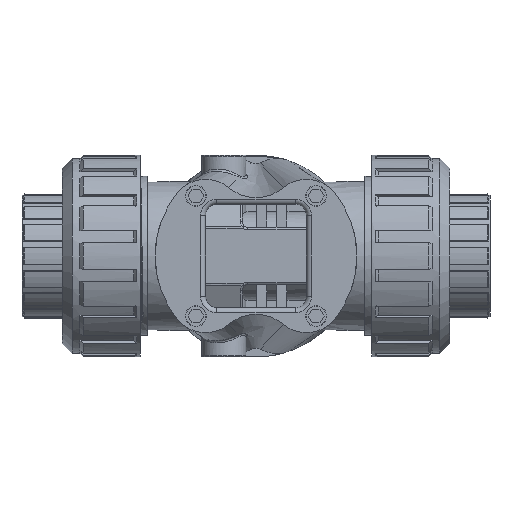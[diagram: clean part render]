
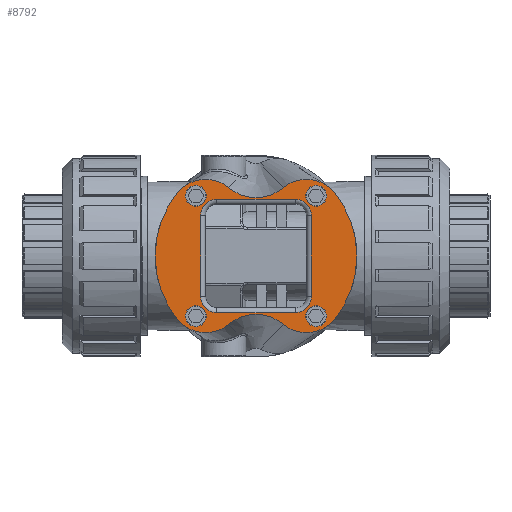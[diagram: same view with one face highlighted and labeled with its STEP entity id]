
A CAD part, front view. The second image highlights one B-rep face of the part: STEP entity #8792.
In plain terms, the highlighted planar face has unit normal (0, -1, 0).
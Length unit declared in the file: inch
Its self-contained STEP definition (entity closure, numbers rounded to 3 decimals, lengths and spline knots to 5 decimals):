
#7470=CARTESIAN_POINT('',(2.0,0.0,0.0));
#7471=VERTEX_POINT('',#7470);
#7774=CARTESIAN_POINT('',(1.55871,0.0,1.25316));
#7775=VERTEX_POINT('',#7774);
#7782=CARTESIAN_POINT('',(0.0,0.0,0.0));
#7783=DIRECTION('',(0.0,1.0,0.0));
#7784=DIRECTION('',(0.779,0.0,0.627));
#7785=AXIS2_PLACEMENT_3D('',#7782,#7783,#7784);
#7786=CIRCLE('',#7785,2.);
#7787=EDGE_CURVE('',#7775,#7471,#7786,.T.);
#7838=CARTESIAN_POINT('',(1.55871,0.0,-1.25316));
#7839=VERTEX_POINT('',#7838);
#7840=CARTESIAN_POINT('',(0.0,0.0,0.0));
#7841=DIRECTION('',(0.0,1.0,0.0));
#7842=DIRECTION('',(0.779,0.0,0.627));
#7843=AXIS2_PLACEMENT_3D('',#7840,#7841,#7842);
#7844=CIRCLE('',#7843,2.);
#7845=EDGE_CURVE('',#7471,#7839,#7844,.T.);
#7872=CARTESIAN_POINT('',(-2.,0.0,0.));
#7873=VERTEX_POINT('',#7872);
#8239=CARTESIAN_POINT('',(1.1,0.0,0.8));
#8240=VERTEX_POINT('',#8239);
#8249=CARTESIAN_POINT('',(1.1,0.0,-0.8));
#8250=VERTEX_POINT('',#8249);
#8258=CARTESIAN_POINT('',(1.1,0.0,-0.8));
#8259=DIRECTION('',(0.0,0.0,1.0));
#8260=VECTOR('',#8259,1.6);
#8261=LINE('',#8258,#8260);
#8262=EDGE_CURVE('',#8250,#8240,#8261,.T.);
#8272=CARTESIAN_POINT('',(0.775,0.0,1.125));
#8273=VERTEX_POINT('',#8272);
#8283=CARTESIAN_POINT('',(0.775,0.0,0.8));
#8284=DIRECTION('',(0.0,-1.0,0.0));
#8285=DIRECTION('',(0.707,0.0,0.707));
#8286=AXIS2_PLACEMENT_3D('',#8283,#8284,#8285);
#8287=CIRCLE('',#8286,0.325);
#8288=EDGE_CURVE('',#8240,#8273,#8287,.T.);
#8300=CARTESIAN_POINT('',(0.775,0.0,-1.125));
#8301=VERTEX_POINT('',#8300);
#8309=CARTESIAN_POINT('',(0.775,0.0,-0.8));
#8310=DIRECTION('',(0.0,-1.,0.0));
#8311=DIRECTION('',(0.707,0.0,-0.707));
#8312=AXIS2_PLACEMENT_3D('',#8309,#8310,#8311);
#8313=CIRCLE('',#8312,0.325);
#8314=EDGE_CURVE('',#8301,#8250,#8313,.T.);
#8332=CARTESIAN_POINT('',(-0.775,0.0,1.125));
#8333=VERTEX_POINT('',#8332);
#8350=CARTESIAN_POINT('',(0.775,0.0,1.125));
#8351=DIRECTION('',(-1.0,0.0,0.0));
#8352=VECTOR('',#8351,1.55);
#8353=LINE('',#8350,#8352);
#8354=EDGE_CURVE('',#8273,#8333,#8353,.T.);
#8366=CARTESIAN_POINT('',(-0.775,0.0,-1.125));
#8367=VERTEX_POINT('',#8366);
#8375=CARTESIAN_POINT('',(-0.775,0.0,-1.125));
#8376=DIRECTION('',(1.0,0.0,0.0));
#8377=VECTOR('',#8376,1.55);
#8378=LINE('',#8375,#8377);
#8379=EDGE_CURVE('',#8367,#8301,#8378,.T.);
#8396=CARTESIAN_POINT('',(-1.1,0.0,0.8));
#8397=VERTEX_POINT('',#8396);
#8415=CARTESIAN_POINT('',(-0.775,0.0,0.8));
#8416=DIRECTION('',(0.0,-1.,0.0));
#8417=DIRECTION('',(-0.707,0.0,0.707));
#8418=AXIS2_PLACEMENT_3D('',#8415,#8416,#8417);
#8419=CIRCLE('',#8418,0.325);
#8420=EDGE_CURVE('',#8333,#8397,#8419,.T.);
#8432=CARTESIAN_POINT('',(-1.1,0.0,-0.8));
#8433=VERTEX_POINT('',#8432);
#8441=CARTESIAN_POINT('',(-0.775,0.0,-0.8));
#8442=DIRECTION('',(0.0,-1.0,0.0));
#8443=DIRECTION('',(-0.707,0.0,-0.707));
#8444=AXIS2_PLACEMENT_3D('',#8441,#8442,#8443);
#8445=CIRCLE('',#8444,0.325);
#8446=EDGE_CURVE('',#8433,#8367,#8445,.T.);
#8465=CARTESIAN_POINT('',(-1.1,0.0,0.8));
#8466=DIRECTION('',(0.0,0.0,-1.0));
#8467=VECTOR('',#8466,1.6);
#8468=LINE('',#8465,#8467);
#8469=EDGE_CURVE('',#8397,#8433,#8468,.T.);
#8661=CARTESIAN_POINT('',(0.,0.0,0.));
#8662=DIRECTION('',(0.0,1.0,0.0));
#8663=DIRECTION('',(0.0,0.0,1.0));
#8664=AXIS2_PLACEMENT_3D('',#8661,#8662,#8663);
#8665=PLANE('',#8664);
#8666=ORIENTED_EDGE('',*,*,#7787,.F.);
#8667=CARTESIAN_POINT('',(0.54004,0.0,1.354));
#8668=VERTEX_POINT('',#8667);
#8669=CARTESIAN_POINT('',(0.99992,0.0,0.8039));
#8670=DIRECTION('',(0.0,1.0,0.0));
#8671=DIRECTION('',(-0.641,0.0,0.767));
#8672=AXIS2_PLACEMENT_3D('',#8669,#8670,#8671);
#8673=CIRCLE('',#8672,0.717);
#8674=EDGE_CURVE('',#8668,#7775,#8673,.T.);
#8675=ORIENTED_EDGE('',*,*,#8674,.F.);
#8676=CARTESIAN_POINT('',(-0.54004,0.0,1.354));
#8677=VERTEX_POINT('',#8676);
#8678=CARTESIAN_POINT('',(0.,0.0,2.0));
#8679=DIRECTION('',(0.0,-1.0,0.0));
#8680=DIRECTION('',(-0.641,0.0,0.767));
#8681=AXIS2_PLACEMENT_3D('',#8678,#8679,#8680);
#8682=CIRCLE('',#8681,0.842);
#8683=EDGE_CURVE('',#8677,#8668,#8682,.T.);
#8684=ORIENTED_EDGE('',*,*,#8683,.F.);
#8685=CARTESIAN_POINT('',(-1.55871,0.0,1.25316));
#8686=VERTEX_POINT('',#8685);
#8687=CARTESIAN_POINT('',(-0.99992,0.0,0.8039));
#8688=DIRECTION('',(0.0,1.,0.0));
#8689=DIRECTION('',(-0.779,0.0,0.627));
#8690=AXIS2_PLACEMENT_3D('',#8687,#8688,#8689);
#8691=CIRCLE('',#8690,0.717);
#8692=EDGE_CURVE('',#8686,#8677,#8691,.T.);
#8693=ORIENTED_EDGE('',*,*,#8692,.F.);
#8694=CARTESIAN_POINT('',(0.0,0.0,0.0));
#8695=DIRECTION('',(0.0,1.0,0.0));
#8696=DIRECTION('',(-0.779,0.0,-0.627));
#8697=AXIS2_PLACEMENT_3D('',#8694,#8695,#8696);
#8698=CIRCLE('',#8697,2.0);
#8699=EDGE_CURVE('',#7873,#8686,#8698,.T.);
#8700=ORIENTED_EDGE('',*,*,#8699,.F.);
#8701=CARTESIAN_POINT('',(-1.55871,0.0,-1.25316));
#8702=VERTEX_POINT('',#8701);
#8703=CARTESIAN_POINT('',(0.0,0.0,0.0));
#8704=DIRECTION('',(0.0,1.0,0.0));
#8705=DIRECTION('',(-0.779,0.0,-0.627));
#8706=AXIS2_PLACEMENT_3D('',#8703,#8704,#8705);
#8707=CIRCLE('',#8706,2.0);
#8708=EDGE_CURVE('',#8702,#7873,#8707,.T.);
#8709=ORIENTED_EDGE('',*,*,#8708,.F.);
#8710=CARTESIAN_POINT('',(-0.54004,0.0,-1.354));
#8711=VERTEX_POINT('',#8710);
#8712=CARTESIAN_POINT('',(-0.99992,0.0,-0.8039));
#8713=DIRECTION('',(0.0,1.0,0.0));
#8714=DIRECTION('',(0.641,0.0,-0.767));
#8715=AXIS2_PLACEMENT_3D('',#8712,#8713,#8714);
#8716=CIRCLE('',#8715,0.717);
#8717=EDGE_CURVE('',#8711,#8702,#8716,.T.);
#8718=ORIENTED_EDGE('',*,*,#8717,.F.);
#8719=CARTESIAN_POINT('',(0.54004,0.0,-1.354));
#8720=VERTEX_POINT('',#8719);
#8721=CARTESIAN_POINT('',(0.,0.0,-2.0));
#8722=DIRECTION('',(0.0,-1.0,0.0));
#8723=DIRECTION('',(0.641,0.0,-0.767));
#8724=AXIS2_PLACEMENT_3D('',#8721,#8722,#8723);
#8725=CIRCLE('',#8724,0.842);
#8726=EDGE_CURVE('',#8720,#8711,#8725,.T.);
#8727=ORIENTED_EDGE('',*,*,#8726,.F.);
#8728=CARTESIAN_POINT('',(0.99992,0.0,-0.8039));
#8729=DIRECTION('',(0.0,1.,0.0));
#8730=DIRECTION('',(0.779,0.0,-0.627));
#8731=AXIS2_PLACEMENT_3D('',#8728,#8729,#8730);
#8732=CIRCLE('',#8731,0.717);
#8733=EDGE_CURVE('',#7839,#8720,#8732,.T.);
#8734=ORIENTED_EDGE('',*,*,#8733,.F.);
#8735=ORIENTED_EDGE('',*,*,#7845,.F.);
#8736=EDGE_LOOP('',(#8666,#8675,#8684,#8693,#8700,#8709,#8718,#8727,#8734,#8735));
#8737=FACE_OUTER_BOUND('',#8736,.T.);
#8738=CARTESIAN_POINT('',(-0.9855,0.0,-1.193));
#8739=VERTEX_POINT('',#8738);
#8740=CARTESIAN_POINT('',(-1.193,0.0,-1.193));
#8741=DIRECTION('',(0.0,1.0,0.0));
#8742=DIRECTION('',(1.0,0.0,0.0));
#8743=AXIS2_PLACEMENT_3D('',#8740,#8741,#8742);
#8744=CIRCLE('',#8743,0.2075);
#8745=EDGE_CURVE('',#8739,#8739,#8744,.T.);
#8746=ORIENTED_EDGE('',*,*,#8745,.T.);
#8747=EDGE_LOOP('',(#8746));
#8748=FACE_BOUND('',#8747,.T.);
#8749=CARTESIAN_POINT('',(1.4005,0.0,-1.193));
#8750=VERTEX_POINT('',#8749);
#8751=CARTESIAN_POINT('',(1.193,0.0,-1.193));
#8752=DIRECTION('',(0.0,1.0,0.0));
#8753=DIRECTION('',(1.0,0.0,0.0));
#8754=AXIS2_PLACEMENT_3D('',#8751,#8752,#8753);
#8755=CIRCLE('',#8754,0.2075);
#8756=EDGE_CURVE('',#8750,#8750,#8755,.T.);
#8757=ORIENTED_EDGE('',*,*,#8756,.T.);
#8758=EDGE_LOOP('',(#8757));
#8759=FACE_BOUND('',#8758,.T.);
#8760=CARTESIAN_POINT('',(1.4005,0.0,1.193));
#8761=VERTEX_POINT('',#8760);
#8762=CARTESIAN_POINT('',(1.193,0.0,1.193));
#8763=DIRECTION('',(0.0,1.0,0.0));
#8764=DIRECTION('',(1.0,0.0,0.0));
#8765=AXIS2_PLACEMENT_3D('',#8762,#8763,#8764);
#8766=CIRCLE('',#8765,0.2075);
#8767=EDGE_CURVE('',#8761,#8761,#8766,.T.);
#8768=ORIENTED_EDGE('',*,*,#8767,.T.);
#8769=EDGE_LOOP('',(#8768));
#8770=FACE_BOUND('',#8769,.T.);
#8771=CARTESIAN_POINT('',(-0.9855,0.0,1.193));
#8772=VERTEX_POINT('',#8771);
#8773=CARTESIAN_POINT('',(-1.193,0.0,1.193));
#8774=DIRECTION('',(0.0,1.0,0.0));
#8775=DIRECTION('',(1.0,0.0,0.0));
#8776=AXIS2_PLACEMENT_3D('',#8773,#8774,#8775);
#8777=CIRCLE('',#8776,0.2075);
#8778=EDGE_CURVE('',#8772,#8772,#8777,.T.);
#8779=ORIENTED_EDGE('',*,*,#8778,.T.);
#8780=EDGE_LOOP('',(#8779));
#8781=FACE_BOUND('',#8780,.T.);
#8782=ORIENTED_EDGE('',*,*,#8262,.F.);
#8783=ORIENTED_EDGE('',*,*,#8314,.F.);
#8784=ORIENTED_EDGE('',*,*,#8379,.F.);
#8785=ORIENTED_EDGE('',*,*,#8446,.F.);
#8786=ORIENTED_EDGE('',*,*,#8469,.F.);
#8787=ORIENTED_EDGE('',*,*,#8420,.F.);
#8788=ORIENTED_EDGE('',*,*,#8354,.F.);
#8789=ORIENTED_EDGE('',*,*,#8288,.F.);
#8790=EDGE_LOOP('',(#8782,#8783,#8784,#8785,#8786,#8787,#8788,#8789));
#8791=FACE_BOUND('',#8790,.T.);
#8792=ADVANCED_FACE('',(#8737,#8748,#8759,#8770,#8781,#8791),#8665,.F.);
